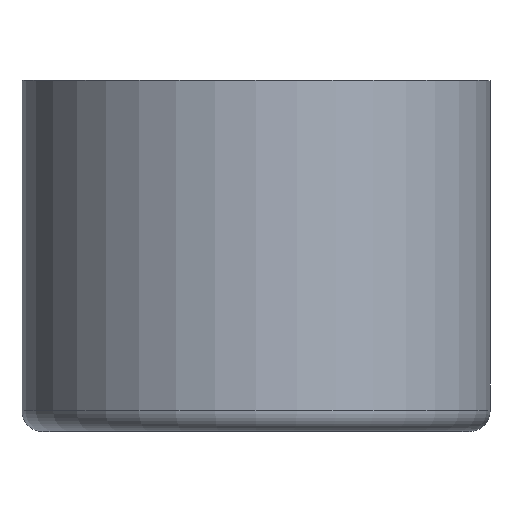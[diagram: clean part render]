
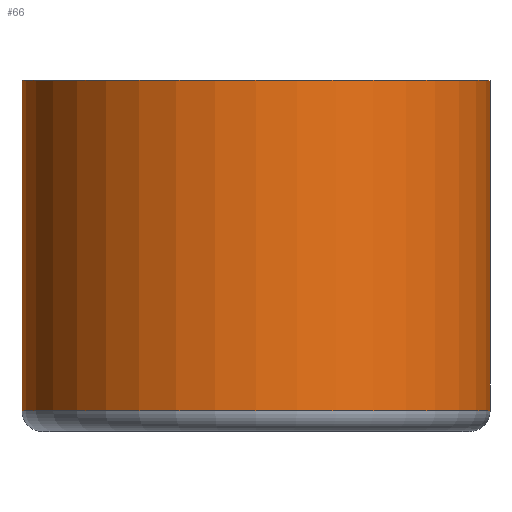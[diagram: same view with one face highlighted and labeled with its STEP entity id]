
A CAD part, top view. The second image highlights one B-rep face of the part: STEP entity #66.
In plain terms, the highlighted cylindrical face has radius 8 mm (diameter 16 mm), a full revolution.
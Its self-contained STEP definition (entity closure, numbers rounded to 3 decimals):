
#23=ORIENTED_EDGE('',*,*,#29,.F.);
#24=ORIENTED_EDGE('',*,*,#28,.T.);
#28=EDGE_CURVE('',#33,#33,#38,.T.);
#29=EDGE_CURVE('',#34,#34,#39,.T.);
#33=VERTEX_POINT('',#123);
#34=VERTEX_POINT('',#126);
#38=CIRCLE('',#86,8.);
#39=CIRCLE('',#88,8.);
#48=EDGE_LOOP('',(#23));
#49=EDGE_LOOP('',(#24));
#58=FACE_BOUND('',#48,.T.);
#59=FACE_BOUND('',#49,.T.);
#61=CYLINDRICAL_SURFACE('',#89,8.);
#66=ADVANCED_FACE('',(#58,#59),#61,.T.);
#86=AXIS2_PLACEMENT_3D('',#122,#104,#105);
#88=AXIS2_PLACEMENT_3D('',#125,#108,#109);
#89=AXIS2_PLACEMENT_3D('',#127,#110,#111);
#104=DIRECTION('',(0.,-1.,0.));
#105=DIRECTION('',(1.,0.,0.));
#108=DIRECTION('',(0.,-1.,0.));
#109=DIRECTION('',(1.,0.,0.));
#110=DIRECTION('',(0.,1.,0.));
#111=DIRECTION('',(1.,0.,0.));
#122=CARTESIAN_POINT('',(-13.,0.,0.));
#123=CARTESIAN_POINT('',(-5.,0.,0.));
#125=CARTESIAN_POINT('',(-13.,-11.3,0.));
#126=CARTESIAN_POINT('',(-5.,-11.3,0.));
#127=CARTESIAN_POINT('',(-13.,0.,0.));
